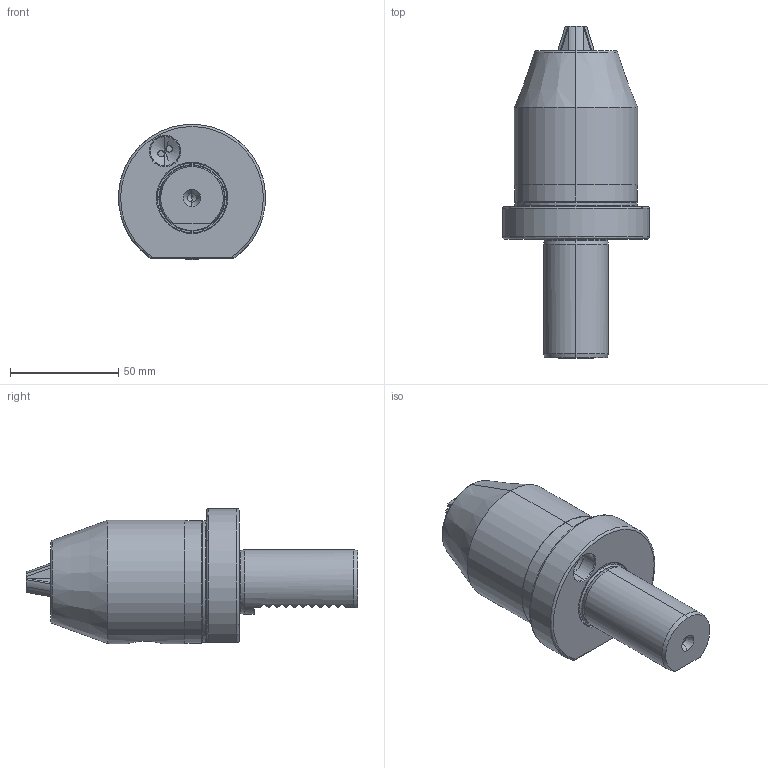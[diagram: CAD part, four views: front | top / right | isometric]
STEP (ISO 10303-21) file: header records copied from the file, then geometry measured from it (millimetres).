
FILE_DESCRIPTION (( 'STEP AP214' ), '1' );
FILE_NAME ('BA2VD302231N1A.STEP', '2020-09-21T07:26:19', ( '' ), ( '' ), 'SwSTEP 2.0', 'SolidWorks 2017', '' );
FILE_SCHEMA (( 'AUTOMOTIVE_DESIGN' ));
Length unit declared in the file: millimetre
Products named in the file (16): KR029096; BB2VD22013BN1A; SB01-8003; BY90106000002A; BB133130201N1A; BB13313080001A; BB13313010001A--; BB13313060101A-; BB13313050001A-; BB13313090001A; BB13316040001A; BB13313030001A; BA133131000N1A; BY90106010006A; BA2VD302231N1A; BY90106000001A
Assembly tree (19 placements, depth 4):
  BA2VD302231N1A
    BB2VD22013BN1A
    BA133131000N1A
      BB13313010001A--
      BB133130201N1A
      BB13316040001A
      BB13313090001A
      BB13313050001A-
      BB13313060101A-
      BB13313080001A
      BB13313030001A  x3
      SB01-8003
      KR029096
      BY90106010006A  x3
        BY90106000001A
        BY90106000002A
Bounding box: 67.88 x 153.49 x 62.46 mm (x, y, z)
Volume: 225607 mm3; surface area: 75223.7 mm2
Topology: 19 solids, 19 shells, 1150 faces, 3083 edges, 1955 vertices
Faces by surface type: cylinder 403, plane 354, cone 265, torus 100, bspline 16, sphere 12
Entity records: 41814 total; most frequent: CARTESIAN_POINT 16674, ORIENTED_EDGE 5630, DIRECTION 4602, EDGE_CURVE 2815, AXIS2_PLACEMENT_3D 1901, VERTEX_POINT 1803, EDGE_LOOP 1122, ADVANCED_FACE 1056
